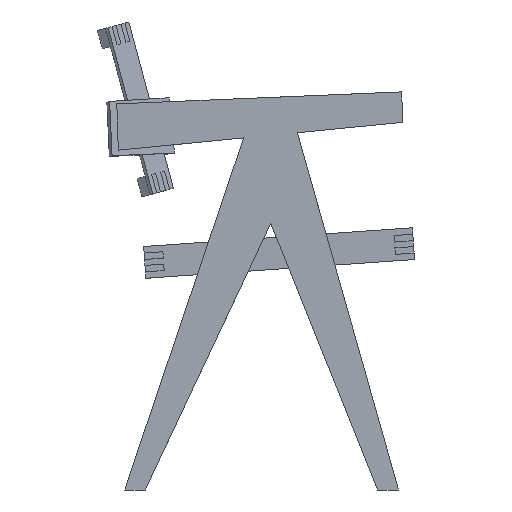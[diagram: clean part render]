
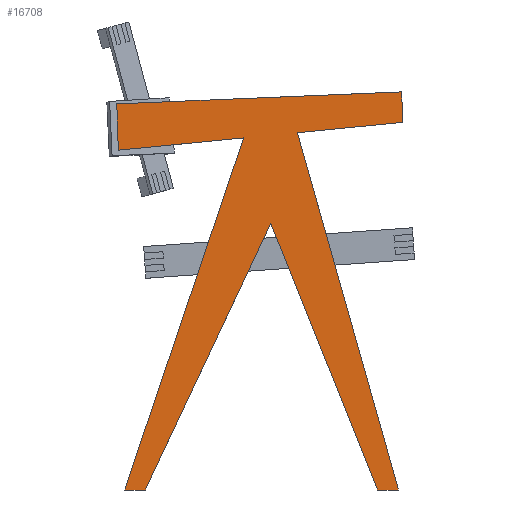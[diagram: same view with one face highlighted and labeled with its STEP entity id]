
A CAD part, front view. The second image highlights one B-rep face of the part: STEP entity #16708.
In plain terms, the highlighted planar face has unit normal (0, -1, 0).
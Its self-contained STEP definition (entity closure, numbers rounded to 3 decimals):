
#2259=FACE_OUTER_BOUND('',#3206,.T.);
#3206=EDGE_LOOP('',(#15096,#15097,#15098,#15099,#15100,#15101,#15102,#15103,
#15104,#15105,#15106));
#4615=LINE('',#31654,#6210);
#4686=LINE('',#31793,#6281);
#4688=LINE('',#31798,#6283);
#4691=LINE('',#31804,#6286);
#4693=LINE('',#31807,#6288);
#4694=LINE('',#31810,#6289);
#4696=LINE('',#31813,#6291);
#4697=LINE('',#31816,#6292);
#4700=LINE('',#31821,#6295);
#4701=LINE('',#31824,#6296);
#4703=LINE('',#31827,#6298);
#6210=VECTOR('',#19539,10.);
#6281=VECTOR('',#19656,10.);
#6283=VECTOR('',#19660,10.);
#6286=VECTOR('',#19665,10.);
#6288=VECTOR('',#19669,10.);
#6289=VECTOR('',#19672,10.);
#6291=VECTOR('',#19676,10.);
#6292=VECTOR('',#19679,10.);
#6295=VECTOR('',#19684,10.);
#6296=VECTOR('',#19687,10.);
#6298=VECTOR('',#19691,10.);
#7923=VERTEX_POINT('',#31651);
#7924=VERTEX_POINT('',#31653);
#7969=VERTEX_POINT('',#31791);
#7970=VERTEX_POINT('',#31795);
#7971=VERTEX_POINT('',#31797);
#7972=VERTEX_POINT('',#31801);
#7973=VERTEX_POINT('',#31803);
#7974=VERTEX_POINT('',#31809);
#7975=VERTEX_POINT('',#31815);
#7976=VERTEX_POINT('',#31819);
#7977=VERTEX_POINT('',#31823);
#10281=EDGE_CURVE('',#7923,#7924,#4615,.T.);
#10352=EDGE_CURVE('',#7969,#7923,#4686,.T.);
#10354=EDGE_CURVE('',#7970,#7971,#4688,.T.);
#10357=EDGE_CURVE('',#7972,#7973,#4691,.T.);
#10359=EDGE_CURVE('',#7924,#7972,#4693,.T.);
#10360=EDGE_CURVE('',#7974,#7969,#4694,.T.);
#10362=EDGE_CURVE('',#7971,#7974,#4696,.T.);
#10363=EDGE_CURVE('',#7975,#7970,#4697,.T.);
#10366=EDGE_CURVE('',#7976,#7975,#4700,.T.);
#10367=EDGE_CURVE('',#7977,#7976,#4701,.T.);
#10369=EDGE_CURVE('',#7973,#7977,#4703,.T.);
#15096=ORIENTED_EDGE('',*,*,#10369,.F.);
#15097=ORIENTED_EDGE('',*,*,#10357,.F.);
#15098=ORIENTED_EDGE('',*,*,#10359,.F.);
#15099=ORIENTED_EDGE('',*,*,#10281,.F.);
#15100=ORIENTED_EDGE('',*,*,#10352,.F.);
#15101=ORIENTED_EDGE('',*,*,#10360,.F.);
#15102=ORIENTED_EDGE('',*,*,#10362,.F.);
#15103=ORIENTED_EDGE('',*,*,#10354,.F.);
#15104=ORIENTED_EDGE('',*,*,#10363,.F.);
#15105=ORIENTED_EDGE('',*,*,#10366,.F.);
#15106=ORIENTED_EDGE('',*,*,#10367,.F.);
#15827=PLANE('',#17277);
#16708=ADVANCED_FACE('',(#2259),#15827,.F.);
#17277=AXIS2_PLACEMENT_3D('',#31828,#19692,#19693);
#19539=DIRECTION('',(-0.995,0.,-0.097));
#19656=DIRECTION('',(0.321,0.,0.947));
#19660=DIRECTION('',(-0.372,0.,0.928));
#19665=DIRECTION('',(0.999,0.,0.042));
#19669=DIRECTION('',(-0.034,0.,0.999));
#19672=DIRECTION('',(-1.,0.,0.));
#19676=DIRECTION('',(-0.425,0.,-0.905));
#19679=DIRECTION('',(-1.,0.,0.));
#19684=DIRECTION('',(0.272,0.,-0.962));
#19687=DIRECTION('',(-0.995,0.,-0.097));
#19691=DIRECTION('',(0.045,0.,-0.999));
#19692=DIRECTION('center_axis',(0.,1.,0.));
#19693=DIRECTION('ref_axis',(1.,0.,0.));
#31651=CARTESIAN_POINT('',(-54.546,-90.514,255.871));
#31653=CARTESIAN_POINT('',(-267.419,-90.514,235.086));
#31654=CARTESIAN_POINT('',(215.403,-90.514,282.229));
#31791=CARTESIAN_POINT('',(-256.69,-90.514,-341.457));
#31793=CARTESIAN_POINT('',(-256.69,-90.514,-341.457));
#31795=CARTESIAN_POINT('',(172.422,-90.514,-341.457));
#31797=CARTESIAN_POINT('',(-8.83,-90.514,111.381));
#31798=CARTESIAN_POINT('',(172.422,-90.514,-341.457));
#31801=CARTESIAN_POINT('',(-270.089,-90.514,313.557));
#31803=CARTESIAN_POINT('',(213.073,-90.514,333.959));
#31804=CARTESIAN_POINT('',(-270.089,-90.514,313.557));
#31807=CARTESIAN_POINT('',(-267.419,-90.514,235.086));
#31809=CARTESIAN_POINT('',(-221.575,-90.514,-341.457));
#31810=CARTESIAN_POINT('',(-221.575,-90.514,-341.457));
#31813=CARTESIAN_POINT('',(-8.83,-90.514,111.381));
#31815=CARTESIAN_POINT('',(207.844,-90.514,-341.457));
#31816=CARTESIAN_POINT('',(207.844,-90.514,-341.457));
#31819=CARTESIAN_POINT('',(36.213,-90.514,264.732));
#31821=CARTESIAN_POINT('',(36.213,-90.514,264.732));
#31823=CARTESIAN_POINT('',(215.403,-90.514,282.229));
#31824=CARTESIAN_POINT('',(215.403,-90.514,282.229));
#31827=CARTESIAN_POINT('',(213.073,-90.514,333.959));
#31828=CARTESIAN_POINT('Origin',(-27.343,-90.514,-3.749));
